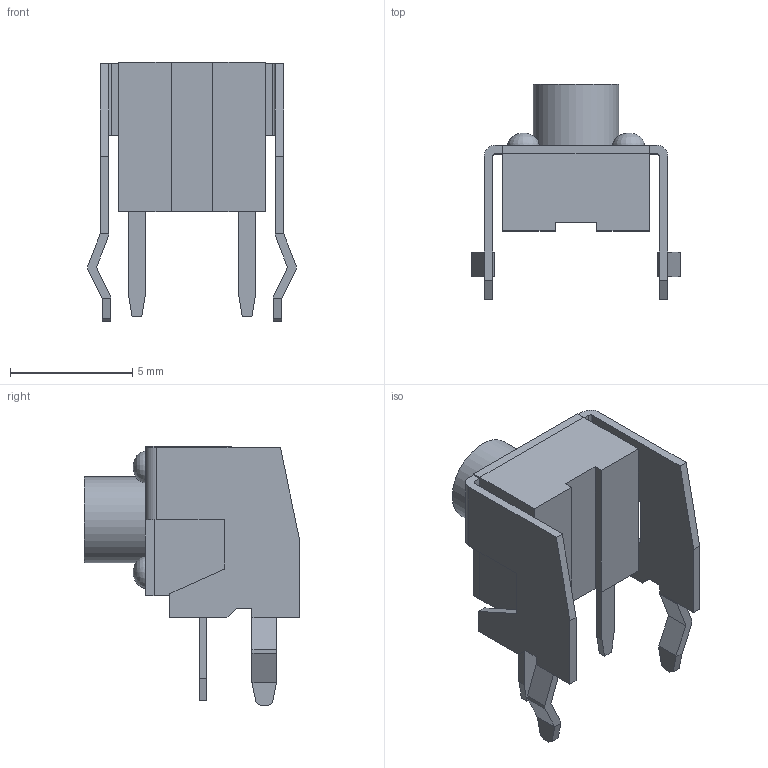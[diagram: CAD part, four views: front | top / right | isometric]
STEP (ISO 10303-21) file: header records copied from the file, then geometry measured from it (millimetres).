
FILE_DESCRIPTION(('FreeCAD Model'),'2;1');
FILE_NAME('Open CASCADE Shape Model','2022-06-22T19:43:57',( 'kicad StepUp'),('ksu MCAD'),'Open CASCADE STEP processor 7.6', 'FreeCAD','Unknown');
FILE_SCHEMA(('AUTOMOTIVE_DESIGN { 1 0 10303 214 1 1 1 1 }'));
Length unit declared in the file: millimetre
Products named in the file (1): SW_Tactile_SPST_Angled_HCTL_TC-6615-6-260G
Bounding box: 8.5 x 8.8 x 10.59 mm (x, y, z)
Volume: 177.8 mm3; surface area: 378.5 mm2
Topology: 1 solids, 1 shells, 100 faces, 269 edges, 174 vertices
Faces by surface type: plane 91, cylinder 5, revolution 4
Full cylindrical faces by diameter (mm): 3.5 x1
Entity records: 3187 total; most frequent: CARTESIAN_POINT 544, ORIENTED_EDGE 530, DIRECTION 489, EDGE_CURVE 265, LINE 247, VECTOR 247, VERTEX_POINT 174, AXIS2_PLACEMENT_3D 119
